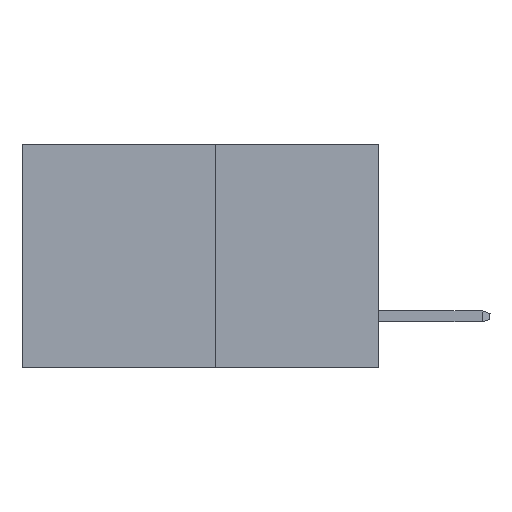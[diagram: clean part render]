
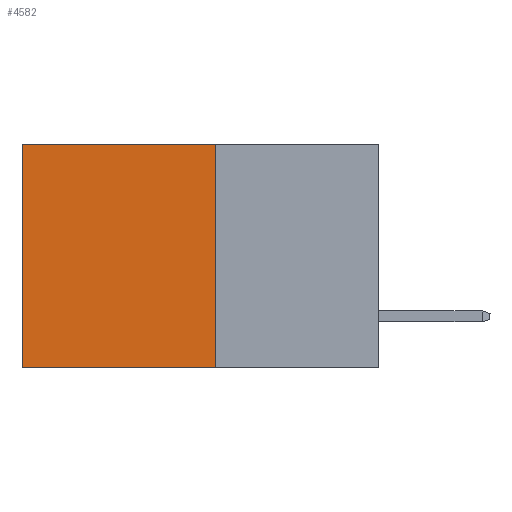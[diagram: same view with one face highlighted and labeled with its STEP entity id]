
A CAD part, left-side view. The second image highlights one B-rep face of the part: STEP entity #4582.
In plain terms, the highlighted planar face has unit normal (-1, 0, 0).
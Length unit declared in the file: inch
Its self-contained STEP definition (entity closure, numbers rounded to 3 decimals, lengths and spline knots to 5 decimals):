
#101 = VERTEX_POINT ( 'NONE', #11148 ) ;
#549 = EDGE_CURVE ( 'NONE', #3105, #2158, #11703, .T. ) ;
#788 = DIRECTION ( 'NONE',  ( 0., 0., -1. ) ) ;
#932 = CARTESIAN_POINT ( 'NONE',  ( 0.277, 0.59, -0.37 ) ) ;
#1390 = EDGE_CURVE ( 'NONE', #101, #2158, #9767, .T. ) ;
#1578 = EDGE_CURVE ( 'NONE', #4736, #3105, #4759, .T. ) ;
#2158 = VERTEX_POINT ( 'NONE', #932 ) ;
#3010 = PLANE ( 'NONE',  #10135 ) ;
#3064 = DIRECTION ( 'NONE',  ( 0., 1., 0. ) ) ;
#3105 = VERTEX_POINT ( 'NONE', #11110 ) ;
#3415 = DIRECTION ( 'NONE',  ( 0., 0., -1. ) ) ;
#3690 = VECTOR ( 'NONE', #788, 39.37008 ) ;
#3698 = VECTOR ( 'NONE', #3415, 39.37008 ) ;
#3729 = ORIENTED_EDGE ( 'NONE', *, *, #549, .T. ) ;
#4100 = CARTESIAN_POINT ( 'NONE',  ( 0.277, 0.27, 0. ) ) ;
#4458 = VECTOR ( 'NONE', #3064, 39.37008 ) ;
#4582 = ADVANCED_FACE ( 'NONE', ( #4606 ), #3010, .F. ) ;
#4606 = FACE_OUTER_BOUND ( 'NONE', #12362, .T. ) ;
#4736 = VERTEX_POINT ( 'NONE', #11996 ) ;
#4759 = LINE ( 'NONE', #4100, #4458 ) ;
#6045 = CARTESIAN_POINT ( 'NONE',  ( 0.277, 0.27, -0.37 ) ) ;
#6335 = LINE ( 'NONE', #6369, #3698 ) ;
#6365 = ORIENTED_EDGE ( 'NONE', *, *, #1390, .F. ) ;
#6369 = CARTESIAN_POINT ( 'NONE',  ( 0.277, 0.27, -0.37 ) ) ;
#6904 = VECTOR ( 'NONE', #8261, 39.37008 ) ;
#7004 = DIRECTION ( 'NONE',  ( 0., 0., -1. ) ) ;
#7262 = CARTESIAN_POINT ( 'NONE',  ( 0.277, 0.59, -0.37 ) ) ;
#8261 = DIRECTION ( 'NONE',  ( 0., 1., 0. ) ) ;
#8355 = CARTESIAN_POINT ( 'NONE',  ( 0.277, 0.27, -0.37 ) ) ;
#8954 = ORIENTED_EDGE ( 'NONE', *, *, #12103, .F. ) ;
#9767 = LINE ( 'NONE', #8355, #6904 ) ;
#10135 = AXIS2_PLACEMENT_3D ( 'NONE', #6045, #12682, #7004 ) ;
#11110 = CARTESIAN_POINT ( 'NONE',  ( 0.277, 0.59, 0. ) ) ;
#11148 = CARTESIAN_POINT ( 'NONE',  ( 0.277, 0.27, -0.37 ) ) ;
#11446 = ORIENTED_EDGE ( 'NONE', *, *, #1578, .T. ) ;
#11703 = LINE ( 'NONE', #7262, #3690 ) ;
#11996 = CARTESIAN_POINT ( 'NONE',  ( 0.277, 0.27, 0. ) ) ;
#12103 = EDGE_CURVE ( 'NONE', #4736, #101, #6335, .T. ) ;
#12362 = EDGE_LOOP ( 'NONE', ( #3729, #6365, #8954, #11446 ) ) ;
#12682 = DIRECTION ( 'NONE',  ( 1., 0., 0. ) ) ;
